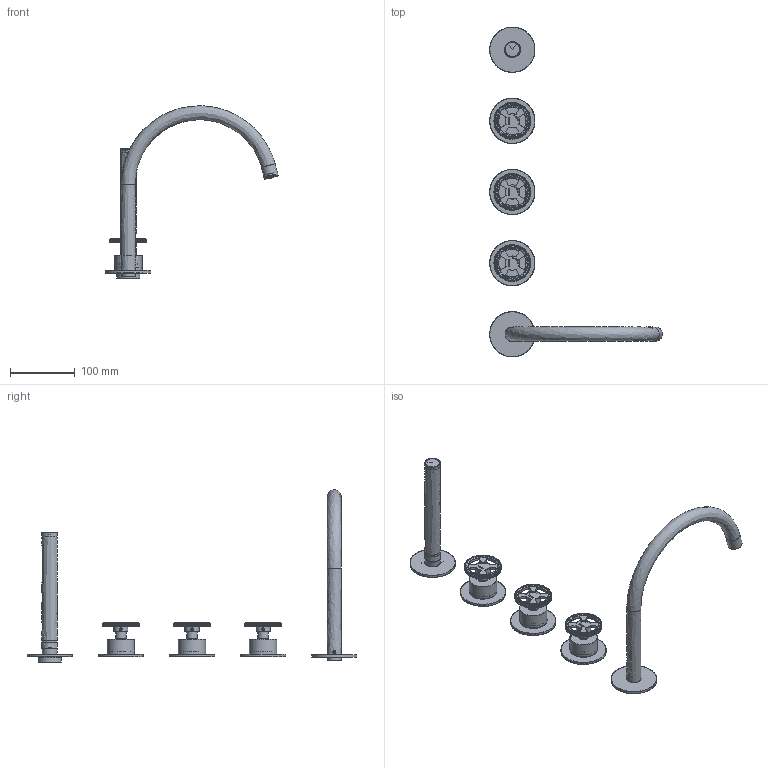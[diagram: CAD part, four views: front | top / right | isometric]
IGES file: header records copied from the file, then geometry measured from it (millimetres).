
Start section: C
Global section: file name: CW172-00.igs; native system: By Siemens PLM Incorporated; preprocessor: XPlus GENERIC/IGES 26.1.183; author: Author; organization: Title; date: 20250325.161955; units: millimetre
Bounding box: 266.82 x 510 x 266.46 mm (x, y, z)
Volume: 190140.1 mm3; surface area: 196081.4 mm2
Topology: 24 solids, 24 shells, 6111 faces, 14859 edges, 8880 vertices
Faces by surface type: bspline 6111
